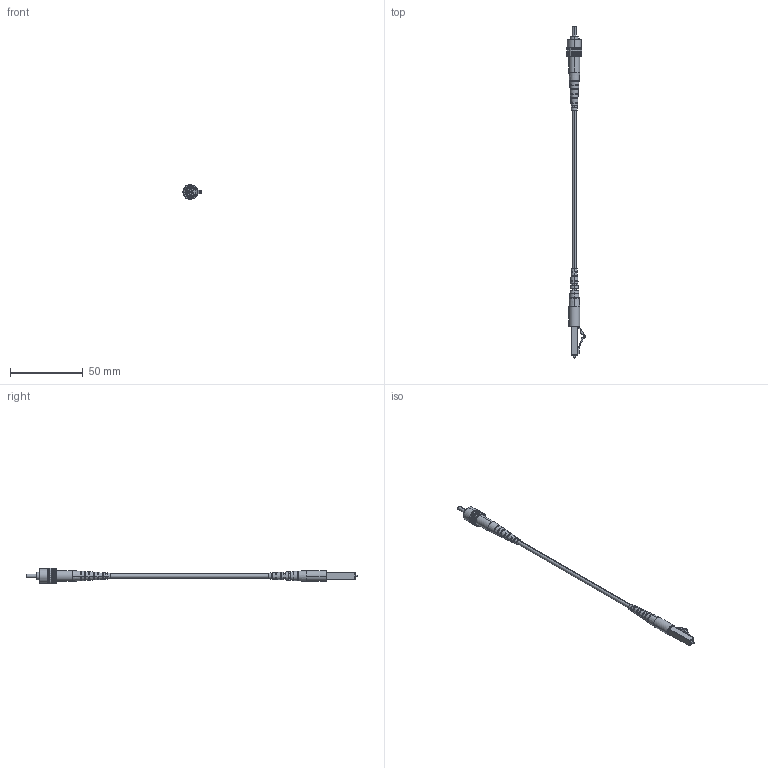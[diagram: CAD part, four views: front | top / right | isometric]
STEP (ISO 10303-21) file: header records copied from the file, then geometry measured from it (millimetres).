
FILE_DESCRIPTION (( 'STEP AP203' ), '1' );
FILE_NAME ('SFOST-LC.STEP', '2006-06-23T20:20:54', ( 'lcom' ), ( 'lcom' ), 'SwSTEP 2.0', 'SolidWorks 2006004', '' );
FILE_SCHEMA (( 'CONFIG_CONTROL_DESIGN' ));
Length unit declared in the file: inch
Products named in the file (9): CONN-95-200-06-BP3B; N601-INS-SF-10C; CONN-95-200-06-BP3B-MA3; SFOST-LC; CONN-95-200-06-BP3B-MA2; CONN-95-200-06-BP3B-MA1; CONN-LC3-020-1-MA2; CONN-LC3-020-1-MA1; CONN-LC3-020-1
Assembly tree (8 placements, depth 3):
  SFOST-LC
    CONN-95-200-06-BP3B
      CONN-95-200-06-BP3B-MA3
      CONN-95-200-06-BP3B-MA2
      CONN-95-200-06-BP3B-MA1
    N601-INS-SF-10C
    CONN-LC3-020-1
      CONN-LC3-020-1-MA1
      CONN-LC3-020-1-MA2
Bounding box: 12.64 x 227.74 x 10.3 mm (x, y, z)
Volume: 3382.5 mm3; surface area: 6292.7 mm2
Topology: 7 solids, 7 shells, 347 faces, 994 edges, 646 vertices
Faces by surface type: plane 259, cylinder 49, cone 30, torus 4, sphere 4, bspline 1
Entity records: 12911 total; most frequent: CARTESIAN_POINT 2719, ORIENTED_EDGE 1980, DIRECTION 1898, EDGE_CURVE 990, AXIS2_PLACEMENT_3D 663, VERTEX_POINT 646, VECTOR 572, LINE 572
